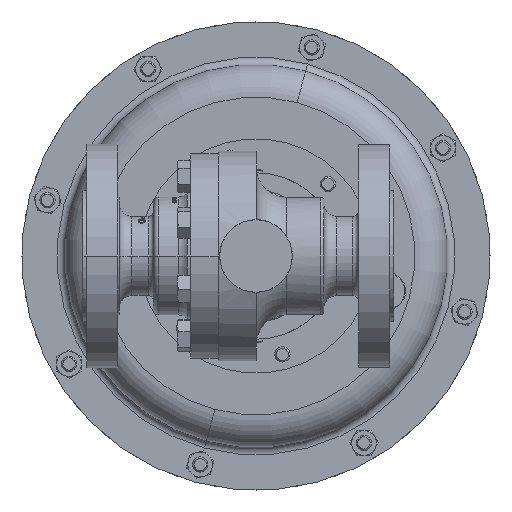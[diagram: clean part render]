
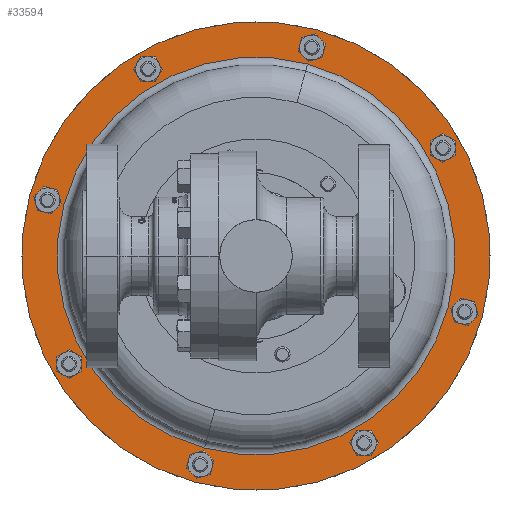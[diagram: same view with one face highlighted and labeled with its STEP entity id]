
A CAD part, front view. The second image highlights one B-rep face of the part: STEP entity #33594.
In plain terms, the highlighted planar face has unit normal (0, -1, 0).
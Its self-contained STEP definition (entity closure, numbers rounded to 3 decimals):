
#162 = CIRCLE ( 'NONE', #46814, 4.029 ) ;
#189 = VERTEX_POINT ( 'NONE', #43149 ) ;
#2063 = DIRECTION ( 'NONE',  ( 0.259, 0., 0.966 ) ) ;
#5105 = ORIENTED_EDGE ( 'NONE', *, *, #27514, .T. ) ;
#5784 = DIRECTION ( 'NONE',  ( -0.259, 0., -0.966 ) ) ;
#6539 = EDGE_CURVE ( 'NONE', #189, #45309, #22705, .T. ) ;
#8183 = DIRECTION ( 'NONE',  ( 0., 1., 0. ) ) ;
#11171 = AXIS2_PLACEMENT_3D ( 'NONE', #46909, #16947, #5784 ) ;
#15251 = ORIENTED_EDGE ( 'NONE', *, *, #24914, .T. ) ;
#16947 = DIRECTION ( 'NONE',  ( 0., -1., 0. ) ) ;
#18721 = CIRCLE ( 'NONE', #28230, 4.75 ) ;
#19795 = FACE_BOUND ( 'NONE', #22474, .T. ) ;
#19803 = DIRECTION ( 'NONE',  ( 0., 1., 0. ) ) ;
#20344 = CARTESIAN_POINT ( 'NONE',  ( -1.043, 9.203, -3.892 ) ) ;
#21474 = CARTESIAN_POINT ( 'NONE',  ( 1.229, 9.203, 4.588 ) ) ;
#21475 = DIRECTION ( 'NONE',  ( 0., 1., 0. ) ) ;
#22050 = EDGE_LOOP ( 'NONE', ( #32101, #45445 ) ) ;
#22474 = EDGE_LOOP ( 'NONE', ( #15251, #5105 ) ) ;
#22705 = CIRCLE ( 'NONE', #27286, 4.75 ) ;
#24438 = DIRECTION ( 'NONE',  ( 0., 1., 0. ) ) ;
#24914 = EDGE_CURVE ( 'NONE', #32746, #34715, #37312, .T. ) ;
#27286 = AXIS2_PLACEMENT_3D ( 'NONE', #30589, #8183, #34356 ) ;
#27514 = EDGE_CURVE ( 'NONE', #34715, #32746, #162, .T. ) ;
#28204 = PLANE ( 'NONE',  #11171 ) ;
#28230 = AXIS2_PLACEMENT_3D ( 'NONE', #46911, #24438, #2063 ) ;
#29678 = FACE_OUTER_BOUND ( 'NONE', #22050, .T. ) ;
#30589 = CARTESIAN_POINT ( 'NONE',  ( 0., 9.203, 0. ) ) ;
#32048 = CARTESIAN_POINT ( 'NONE',  ( 1.043, 9.203, 3.892 ) ) ;
#32101 = ORIENTED_EDGE ( 'NONE', *, *, #47138, .F. ) ;
#32746 = VERTEX_POINT ( 'NONE', #32048 ) ;
#33594 = ADVANCED_FACE ( 'NONE', ( #19795, #29678 ), #28204, .T. ) ;
#34356 = DIRECTION ( 'NONE',  ( 0.259, 0., 0.966 ) ) ;
#34715 = VERTEX_POINT ( 'NONE', #20344 ) ;
#37312 = CIRCLE ( 'NONE', #43908, 4.029 ) ;
#42212 = CARTESIAN_POINT ( 'NONE',  ( 0., 9.203, 0. ) ) ;
#43149 = CARTESIAN_POINT ( 'NONE',  ( -1.229, 9.203, -4.588 ) ) ;
#43908 = AXIS2_PLACEMENT_3D ( 'NONE', #42212, #19803, #46004 ) ;
#43918 = CARTESIAN_POINT ( 'NONE',  ( 0., 9.203, 0. ) ) ;
#45309 = VERTEX_POINT ( 'NONE', #21474 ) ;
#45445 = ORIENTED_EDGE ( 'NONE', *, *, #6539, .F. ) ;
#46004 = DIRECTION ( 'NONE',  ( 0.259, 0., 0.966 ) ) ;
#46814 = AXIS2_PLACEMENT_3D ( 'NONE', #43918, #21475, #47708 ) ;
#46909 = CARTESIAN_POINT ( 'NONE',  ( 4.588, 9.203, -1.229 ) ) ;
#46911 = CARTESIAN_POINT ( 'NONE',  ( 0., 9.203, 0. ) ) ;
#47138 = EDGE_CURVE ( 'NONE', #45309, #189, #18721, .T. ) ;
#47708 = DIRECTION ( 'NONE',  ( 0.259, 0., 0.966 ) ) ;
